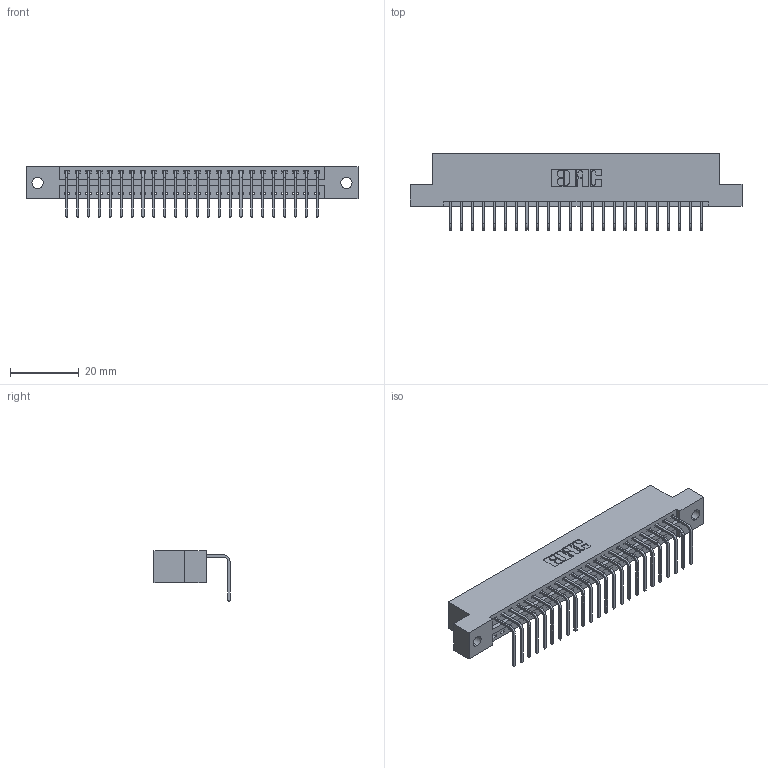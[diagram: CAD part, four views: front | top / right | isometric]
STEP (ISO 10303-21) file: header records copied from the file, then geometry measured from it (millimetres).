
FILE_DESCRIPTION (( 'STEP AP203' ), '1' );
FILE_NAME ('396-024-558-102.STEP', '2018-09-01T14:57:19', ( '' ), ( '' ), 'SwSTEP 2.0', 'SolidWorks 2016', '' );
FILE_SCHEMA (( 'CONFIG_CONTROL_DESIGN' ));
Length unit declared in the file: inch
Products named in the file (3): 346 Part_Flush Mounting Lugs - 0.128 Dia; 345-292-001_558 Tail - 2; 396-024-558-102
Assembly tree (25 placements, depth 2):
  396-024-558-102
    346 Part_Flush Mounting Lugs - 0.128 Dia
    345-292-001_558 Tail - 2  x24
Bounding box: 96.77 x 22.16 x 14.73 mm (x, y, z)
Volume: 9182.7 mm3; surface area: 11488.7 mm2
Topology: 25 solids, 25 shells, 1562 faces, 4697 edges, 3098 vertices
Faces by surface type: plane 1084, cylinder 478
Entity records: 17405 total; most frequent: CARTESIAN_POINT 2996, ORIENTED_EDGE 2954, DIRECTION 2665, EDGE_CURVE 1477, VECTOR 1249, LINE 1249, VERTEX_POINT 982, AXIS2_PLACEMENT_3D 708
